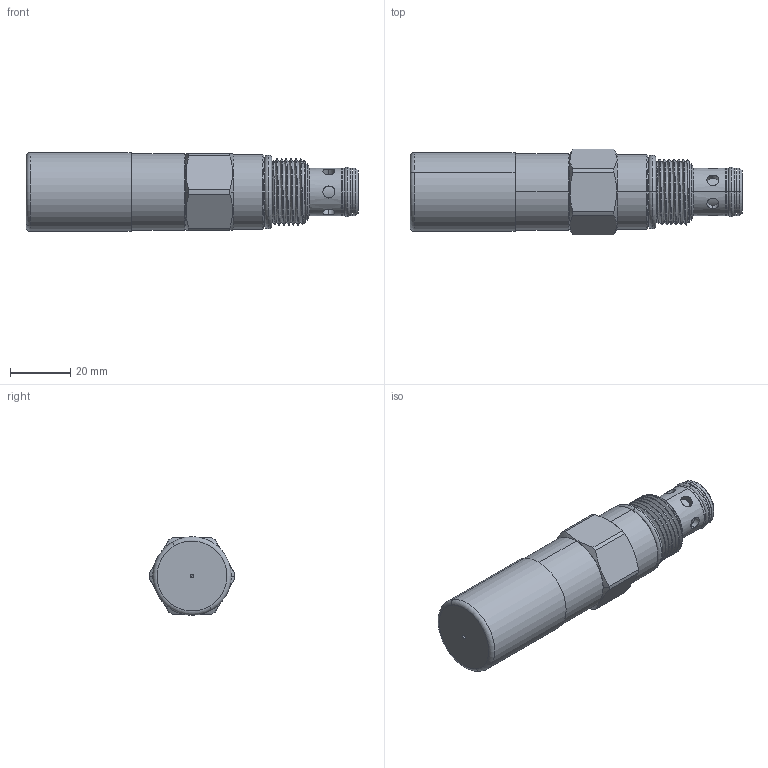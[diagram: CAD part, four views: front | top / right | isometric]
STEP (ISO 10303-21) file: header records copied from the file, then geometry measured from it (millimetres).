
FILE_DESCRIPTION (( 'STEP AP203' ), '1' );
FILE_NAME ('RD10W2A-C.STEP', '2020-03-24T00:17:18', ( '' ), ( '' ), 'SwSTEP 2.0', 'SolidWorks 2018', '' );
FILE_SCHEMA (( 'CONFIG_CONTROL_DESIGN' ));
Length unit declared in the file: millimetre
Products named in the file (1): RD10W2A-C
Bounding box: 110.65 x 28.57 x 26.2 mm (x, y, z)
Volume: 39651.8 mm3; surface area: 17089 mm2
Topology: 7 solids, 7 shells, 252 faces, 600 edges, 377 vertices
Faces by surface type: cylinder 121, plane 54, cone 40, torus 32, bspline 5
Entity records: 13421 total; most frequent: CARTESIAN_POINT 7744, ORIENTED_EDGE 1196, DIRECTION 1165, EDGE_CURVE 598, AXIS2_PLACEMENT_3D 486, VERTEX_POINT 377, EDGE_LOOP 279, ADVANCED_FACE 252
